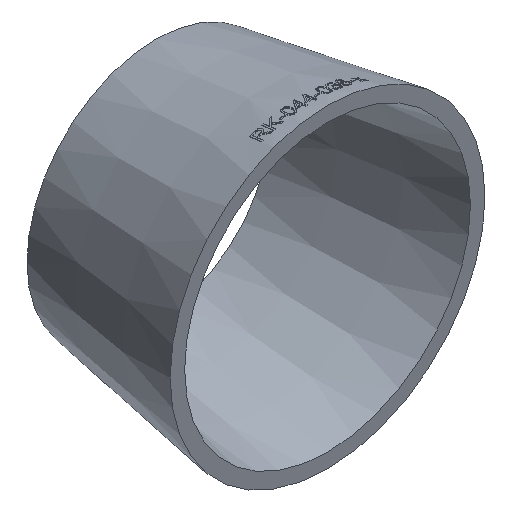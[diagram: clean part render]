
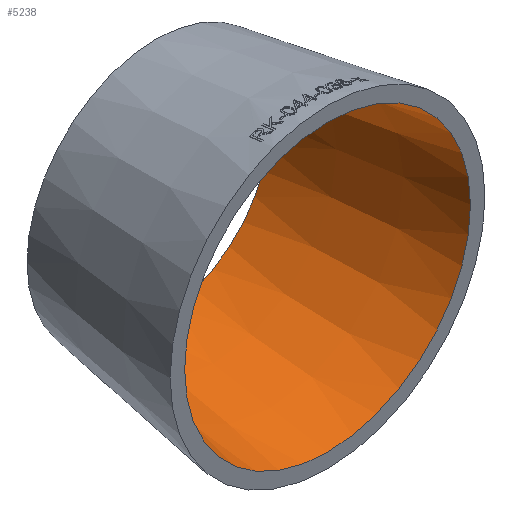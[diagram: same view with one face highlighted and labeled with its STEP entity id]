
A CAD part, isometric view. The second image highlights one B-rep face of the part: STEP entity #5238.
In plain terms, the highlighted conical face has half-angle 9.462 degrees and reference radius 19.972 mm.
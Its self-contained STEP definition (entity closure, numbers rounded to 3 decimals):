
#176 = DIRECTION ( 'NONE',  ( 0., 0., -1. ) ) ;
#291 = AXIS2_PLACEMENT_3D ( 'NONE', #2974, #10947, #176 ) ;
#1561 = CARTESIAN_POINT ( 'NONE',  ( 0., 24., -15.972 ) ) ;
#1842 = AXIS2_PLACEMENT_3D ( 'NONE', #5896, #13751, #5967 ) ;
#2588 = FACE_BOUND ( 'NONE', #5277, .T. ) ;
#2974 = CARTESIAN_POINT ( 'NONE',  ( 0., 24., 0. ) ) ;
#3684 = AXIS2_PLACEMENT_3D ( 'NONE', #13058, #6422, #5622 ) ;
#4849 = CIRCLE ( 'NONE', #291, 15.972 ) ;
#5238 = ADVANCED_FACE ( 'NONE', ( #2588, #7037 ), #12406, .F. ) ;
#5277 = EDGE_LOOP ( 'NONE', ( #13727 ) ) ;
#5622 = DIRECTION ( 'NONE',  ( 0., 0., -1. ) ) ;
#5849 = ORIENTED_EDGE ( 'NONE', *, *, #10117, .T. ) ;
#5896 = CARTESIAN_POINT ( 'NONE',  ( 0., 0., 0. ) ) ;
#5967 = DIRECTION ( 'NONE',  ( 0., 0., -1. ) ) ;
#6422 = DIRECTION ( 'NONE',  ( 0., -1., 0. ) ) ;
#7037 = FACE_OUTER_BOUND ( 'NONE', #10888, .T. ) ;
#7068 = VERTEX_POINT ( 'NONE', #13784 ) ;
#7124 = CIRCLE ( 'NONE', #3684, 19.972 ) ;
#9325 = VERTEX_POINT ( 'NONE', #1561 ) ;
#10117 = EDGE_CURVE ( 'NONE', #7068, #7068, #7124, .T. ) ;
#10888 = EDGE_LOOP ( 'NONE', ( #5849 ) ) ;
#10947 = DIRECTION ( 'NONE',  ( 0., -1., 0. ) ) ;
#11793 = EDGE_CURVE ( 'NONE', #9325, #9325, #4849, .T. ) ;
#12406 = CONICAL_SURFACE ( 'NONE', #1842, 19.972, 0.165 ) ;
#13058 = CARTESIAN_POINT ( 'NONE',  ( 0., 0., 0. ) ) ;
#13727 = ORIENTED_EDGE ( 'NONE', *, *, #11793, .F. ) ;
#13751 = DIRECTION ( 'NONE',  ( 0., -1., 0. ) ) ;
#13784 = CARTESIAN_POINT ( 'NONE',  ( 0., 0., -19.972 ) ) ;
